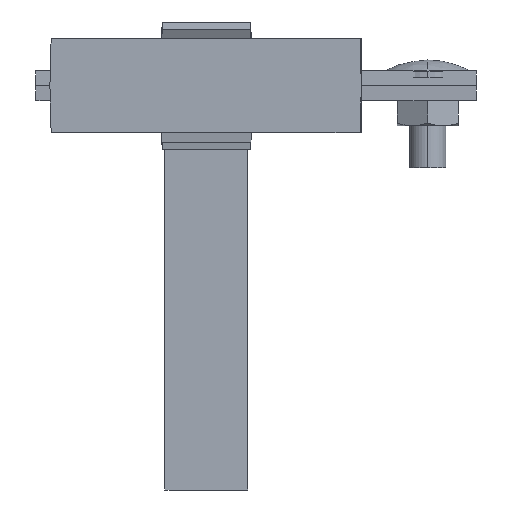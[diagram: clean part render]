
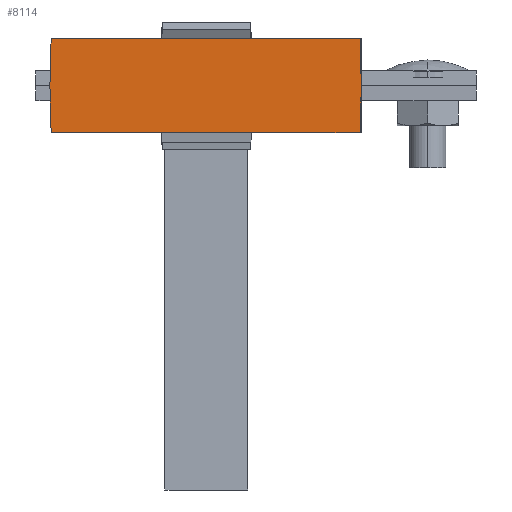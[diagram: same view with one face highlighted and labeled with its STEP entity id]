
A CAD part, front view. The second image highlights one B-rep face of the part: STEP entity #8114.
In plain terms, the highlighted planar face has unit normal (0, -1, 0).
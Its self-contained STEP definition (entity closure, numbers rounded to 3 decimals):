
#163 = VECTOR ( 'NONE', #8315, 1000. ) ;
#303 = CARTESIAN_POINT ( 'NONE',  ( 0., 0., 0. ) ) ;
#996 = VECTOR ( 'NONE', #4045, 1000. ) ;
#1254 = LINE ( 'NONE', #4565, #8094 ) ;
#1468 = VERTEX_POINT ( 'NONE', #10353 ) ;
#1550 = VERTEX_POINT ( 'NONE', #9762 ) ;
#1975 = AXIS2_PLACEMENT_3D ( 'NONE', #6978, #10273, #2907 ) ;
#2234 = EDGE_CURVE ( 'NONE', #2319, #5307, #1254, .T. ) ;
#2319 = VERTEX_POINT ( 'NONE', #9628 ) ;
#2415 = CARTESIAN_POINT ( 'NONE',  ( 86.16, 0., 13. ) ) ;
#2465 = EDGE_CURVE ( 'NONE', #5307, #1468, #9238, .T. ) ;
#2907 = DIRECTION ( 'NONE',  ( 0., 0., -1. ) ) ;
#3109 = EDGE_CURVE ( 'NONE', #1468, #1550, #7218, .T. ) ;
#3231 = EDGE_CURVE ( 'NONE', #6031, #2319, #8179, .T. ) ;
#3240 = VERTEX_POINT ( 'NONE', #10544 ) ;
#3511 = LINE ( 'NONE', #6784, #3780 ) ;
#3780 = VECTOR ( 'NONE', #5226, 1000. ) ;
#3894 = ORIENTED_EDGE ( 'NONE', *, *, #3231, .F. ) ;
#4045 = DIRECTION ( 'NONE',  ( 1., 0., 0. ) ) ;
#4096 = ORIENTED_EDGE ( 'NONE', *, *, #6600, .F. ) ;
#4330 = CARTESIAN_POINT ( 'NONE',  ( 0.34, 0., 13. ) ) ;
#4406 = EDGE_CURVE ( 'NONE', #1550, #3240, #5591, .T. ) ;
#4565 = CARTESIAN_POINT ( 'NONE',  ( 0.34, 0., -13. ) ) ;
#4652 = VECTOR ( 'NONE', #4730, 1000. ) ;
#4675 = DIRECTION ( 'NONE',  ( -0.026, 0., 1. ) ) ;
#4730 = DIRECTION ( 'NONE',  ( 0.026, 0., -1. ) ) ;
#4980 = CARTESIAN_POINT ( 'NONE',  ( 86.16, 0., -13. ) ) ;
#5226 = DIRECTION ( 'NONE',  ( -0.026, 0., -1. ) ) ;
#5307 = VERTEX_POINT ( 'NONE', #303 ) ;
#5591 = LINE ( 'NONE', #2415, #4652 ) ;
#6031 = VERTEX_POINT ( 'NONE', #4980 ) ;
#6120 = EDGE_LOOP ( 'NONE', ( #3894, #4096, #8124, #8019, #8800, #9296 ) ) ;
#6420 = CARTESIAN_POINT ( 'NONE',  ( 0.34, 0., 13. ) ) ;
#6600 = EDGE_CURVE ( 'NONE', #3240, #6031, #3511, .T. ) ;
#6624 = CARTESIAN_POINT ( 'NONE',  ( 0.34, 0., -13. ) ) ;
#6784 = CARTESIAN_POINT ( 'NONE',  ( 86.16, 0., -13. ) ) ;
#6864 = FACE_OUTER_BOUND ( 'NONE', #6120, .T. ) ;
#6978 = CARTESIAN_POINT ( 'NONE',  ( 0., 0., 0. ) ) ;
#7218 = LINE ( 'NONE', #6420, #996 ) ;
#7368 = DIRECTION ( 'NONE',  ( -1., 0., 0. ) ) ;
#7836 = PLANE ( 'NONE',  #1975 ) ;
#8009 = VECTOR ( 'NONE', #7368, 1000. ) ;
#8019 = ORIENTED_EDGE ( 'NONE', *, *, #3109, .F. ) ;
#8094 = VECTOR ( 'NONE', #4675, 1000. ) ;
#8114 = ADVANCED_FACE ( 'NONE', ( #6864 ), #7836, .T. ) ;
#8124 = ORIENTED_EDGE ( 'NONE', *, *, #4406, .F. ) ;
#8179 = LINE ( 'NONE', #6624, #8009 ) ;
#8315 = DIRECTION ( 'NONE',  ( 0.026, 0., 1. ) ) ;
#8800 = ORIENTED_EDGE ( 'NONE', *, *, #2465, .F. ) ;
#9238 = LINE ( 'NONE', #4330, #163 ) ;
#9296 = ORIENTED_EDGE ( 'NONE', *, *, #2234, .F. ) ;
#9628 = CARTESIAN_POINT ( 'NONE',  ( 0.34, 0., -13. ) ) ;
#9762 = CARTESIAN_POINT ( 'NONE',  ( 86.16, 0., 13. ) ) ;
#10273 = DIRECTION ( 'NONE',  ( 0., -1., 0. ) ) ;
#10353 = CARTESIAN_POINT ( 'NONE',  ( 0.34, 0., 13. ) ) ;
#10544 = CARTESIAN_POINT ( 'NONE',  ( 86.5, 0., 0. ) ) ;
